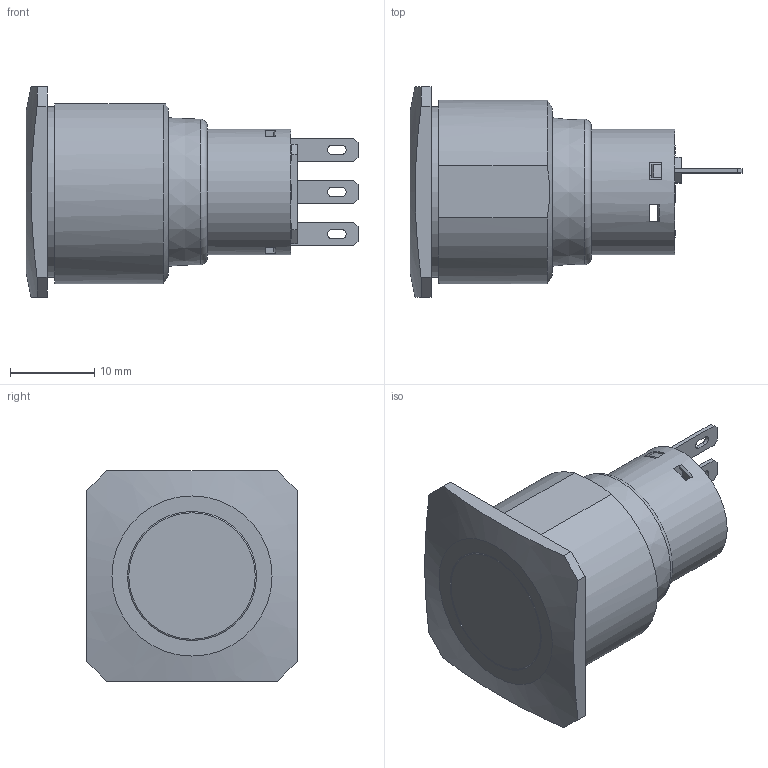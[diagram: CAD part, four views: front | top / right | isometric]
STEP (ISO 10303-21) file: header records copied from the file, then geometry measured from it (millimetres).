
FILE_DESCRIPTION(/* description */ (''),/* implementation_level */ '2;1');
FILE_NAME(/* name */ 'PVS7F2BSS.stp',/* time_stamp */ '2025-04-21T09:20:41-05:00',/* author */ ('mwilliams'),/* organization */ (''),/* preprocessor_version */ 'ST-DEVELOPER v18.1',/* originating_system */ 'Autodesk Inventor 2022',/* authorisation */ '');
FILE_SCHEMA (('AUTOMOTIVE_DESIGN { 1 0 10303 214 3 1 1 }'));
Length unit declared in the file: inch
Products named in the file (1): 100130171_Simplify_1
Bounding box: 39.4 x 25 x 25 mm (x, y, z)
Volume: 9466.5 mm3; surface area: 3415.5 mm2
Topology: 1 solids, 1 shells, 209 faces, 543 edges, 355 vertices
Faces by surface type: plane 133, bspline 33, cylinder 28, cone 7, torus 4, sphere 4
Full cylindrical faces by diameter (mm): 14.9 x1, 15.3 x1, 20.2 x1
Entity records: 6905 total; most frequent: CARTESIAN_POINT 1673, ORIENTED_EDGE 1086, DIRECTION 905, EDGE_CURVE 543, LINE 367, VECTOR 367, VERTEX_POINT 355, AXIS2_PLACEMENT_3D 269
